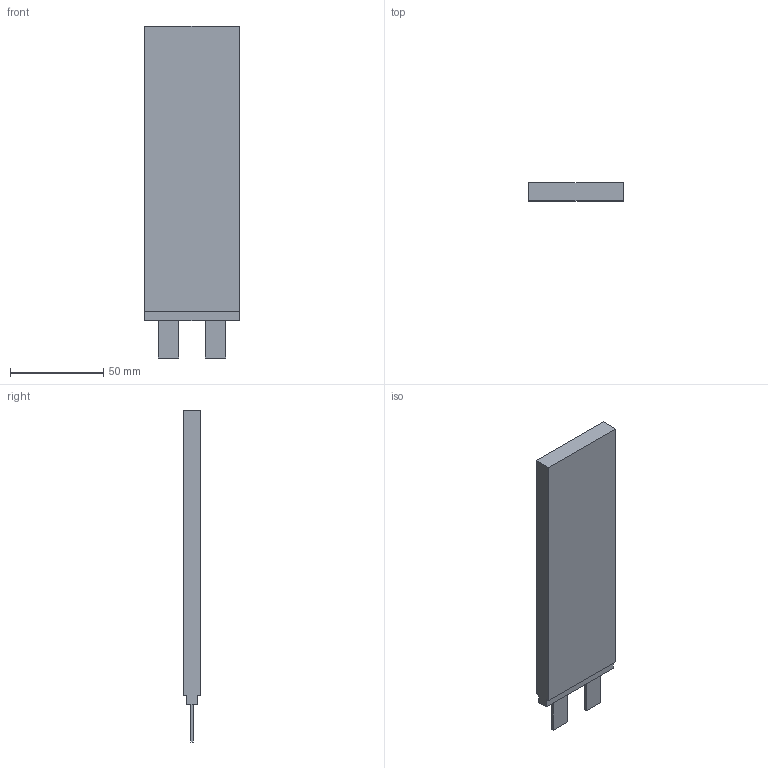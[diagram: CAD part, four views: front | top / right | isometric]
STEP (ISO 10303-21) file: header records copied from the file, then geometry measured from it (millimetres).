
FILE_DESCRIPTION (( 'STEP AP214' ), '1' );
FILE_NAME ('6200MAH 50C 3.7V LIPO POUCH CELL.STEP', '2021-08-14T06:03:06', ( '' ), ( '' ), 'SwSTEP 2.0', 'SolidWorks 2019', '' );
FILE_SCHEMA (( 'AUTOMOTIVE_DESIGN' ));
Length unit declared in the file: millimetre
Products named in the file (1): 6200MAH 50C 3.7V LIPO POUCH CELL
Bounding box: 50.8 x 9.53 x 177.8 mm (x, y, z)
Volume: 76101.5 mm3; surface area: 20970.9 mm2
Topology: 1 solids, 1 shells, 20 faces, 48 edges, 32 vertices
Faces by surface type: plane 20
Entity records: 826 total; most frequent: CARTESIAN_POINT 101, ORIENTED_EDGE 96, DIRECTION 90, EDGE_CURVE 48, VECTOR 48, LINE 48, VERTEX_POINT 32, UNCERTAINTY_MEASURE_WITH_UNIT 23
